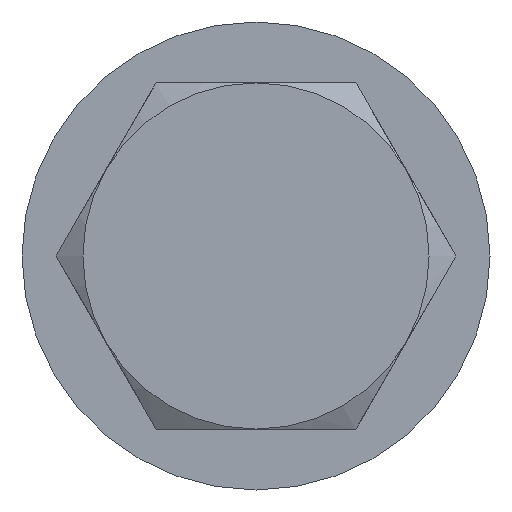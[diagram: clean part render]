
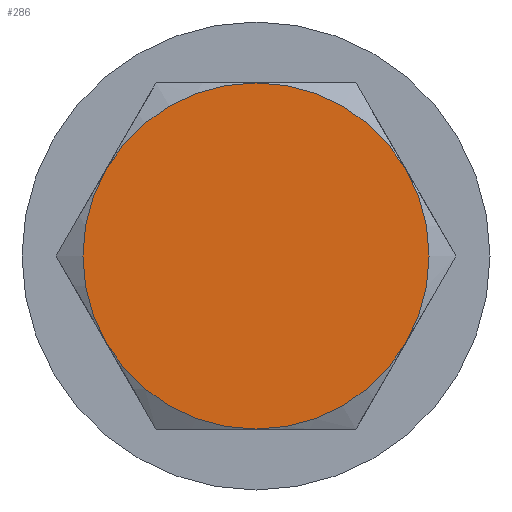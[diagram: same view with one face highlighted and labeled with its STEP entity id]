
A CAD part, left-side view. The second image highlights one B-rep face of the part: STEP entity #286.
In plain terms, the highlighted planar face has unit normal (-1, 0, 0).
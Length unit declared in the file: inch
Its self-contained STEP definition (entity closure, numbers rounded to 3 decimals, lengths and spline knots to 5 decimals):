
#36=PLANE('',#337);
#56=FACE_OUTER_BOUND('',#75,.T.);
#75=EDGE_LOOP('',(#245,#246,#247,#248,#249,#250));
#115=CIRCLE('',#320,0.25);
#116=CIRCLE('',#322,0.25);
#117=CIRCLE('',#324,0.25);
#118=CIRCLE('',#326,0.25);
#119=CIRCLE('',#328,0.25);
#120=CIRCLE('',#330,0.25);
#127=VERTEX_POINT('',#437);
#129=VERTEX_POINT('',#442);
#131=VERTEX_POINT('',#449);
#132=VERTEX_POINT('',#458);
#135=VERTEX_POINT('',#469);
#136=VERTEX_POINT('',#478);
#154=EDGE_CURVE('',#129,#127,#115,.T.);
#158=EDGE_CURVE('',#131,#129,#116,.T.);
#160=EDGE_CURVE('',#127,#132,#117,.T.);
#164=EDGE_CURVE('',#135,#131,#118,.T.);
#166=EDGE_CURVE('',#132,#136,#119,.T.);
#170=EDGE_CURVE('',#136,#135,#120,.T.);
#245=ORIENTED_EDGE('',*,*,#154,.T.);
#246=ORIENTED_EDGE('',*,*,#160,.T.);
#247=ORIENTED_EDGE('',*,*,#166,.T.);
#248=ORIENTED_EDGE('',*,*,#170,.T.);
#249=ORIENTED_EDGE('',*,*,#164,.T.);
#250=ORIENTED_EDGE('',*,*,#158,.T.);
#286=ADVANCED_FACE('',(#56),#36,.F.);
#320=AXIS2_PLACEMENT_3D('',#443,#363,#364);
#322=AXIS2_PLACEMENT_3D('',#456,#367,#368);
#324=AXIS2_PLACEMENT_3D('',#463,#371,#372);
#326=AXIS2_PLACEMENT_3D('',#476,#375,#376);
#328=AXIS2_PLACEMENT_3D('',#483,#379,#380);
#330=AXIS2_PLACEMENT_3D('',#495,#383,#384);
#337=AXIS2_PLACEMENT_3D('',#520,#409,#410);
#363=DIRECTION('center_axis',(-1.,0.,0.));
#364=DIRECTION('ref_axis',(0.,1.,0.));
#367=DIRECTION('center_axis',(-1.,0.,0.));
#368=DIRECTION('ref_axis',(0.,1.,0.));
#371=DIRECTION('center_axis',(-1.,0.,0.));
#372=DIRECTION('ref_axis',(0.,1.,0.));
#375=DIRECTION('center_axis',(-1.,0.,0.));
#376=DIRECTION('ref_axis',(0.,1.,0.));
#379=DIRECTION('center_axis',(-1.,0.,0.));
#380=DIRECTION('ref_axis',(0.,1.,0.));
#383=DIRECTION('center_axis',(-1.,0.,0.));
#384=DIRECTION('ref_axis',(0.,1.,0.));
#409=DIRECTION('center_axis',(1.,0.,0.));
#410=DIRECTION('ref_axis',(0.,0.,-1.));
#437=CARTESIAN_POINT('',(-0.23,0.21651,-0.125));
#442=CARTESIAN_POINT('',(-0.23,0.21651,0.125));
#443=CARTESIAN_POINT('Origin',(-0.23,0.,0.));
#449=CARTESIAN_POINT('',(-0.23,0.,0.25));
#456=CARTESIAN_POINT('Origin',(-0.23,0.,0.));
#458=CARTESIAN_POINT('',(-0.23,0.,-0.25));
#463=CARTESIAN_POINT('Origin',(-0.23,0.,0.));
#469=CARTESIAN_POINT('',(-0.23,-0.21651,0.125));
#476=CARTESIAN_POINT('Origin',(-0.23,0.,0.));
#478=CARTESIAN_POINT('',(-0.23,-0.21651,-0.125));
#483=CARTESIAN_POINT('Origin',(-0.23,0.,0.));
#495=CARTESIAN_POINT('Origin',(-0.23,0.,0.));
#520=CARTESIAN_POINT('Origin',(-0.23,0.,0.));
